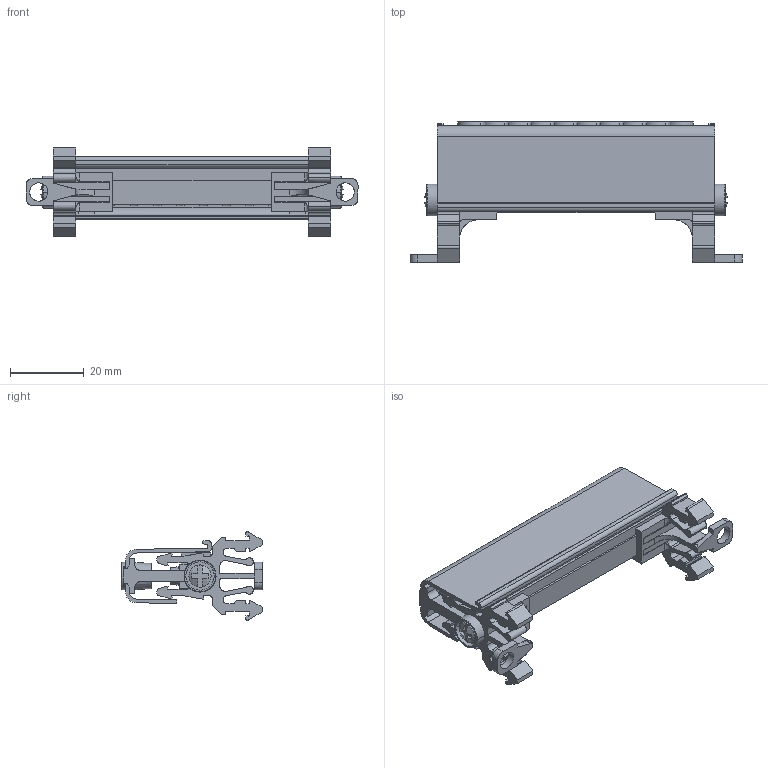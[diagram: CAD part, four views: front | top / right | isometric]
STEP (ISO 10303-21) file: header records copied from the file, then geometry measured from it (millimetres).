
FILE_DESCRIPTION (( 'STEP AP203' ), '1' );
FILE_NAME ('6,5x9 Tek Kutuplu Daðýtýcý Ünite - 10 Delikli.STEP', '2018-12-05T14:11:47', ( '' ), ( '' ), 'SwSTEP 2.0', 'SolidWorks 2011', '' );
FILE_SCHEMA (( 'CONFIG_CONTROL_DESIGN' ));
Length unit declared in the file: millimetre
Products named in the file (1): 6,5x9 Tek Kutuplu Daðýtýcý Ünite - 10 Delikli
Bounding box: 89.88 x 38 x 24 mm (x, y, z)
Volume: 15253.4 mm3; surface area: 17942.4 mm2
Topology: 1 solids, 3 shells, 920 faces, 2719 edges, 1826 vertices
Faces by surface type: plane 474, cylinder 240, bspline 144, cone 62
Entity records: 41303 total; most frequent: CARTESIAN_POINT 19455, ORIENTED_EDGE 5438, DIRECTION 3155, EDGE_CURVE 2719, VERTEX_POINT 1826, VECTOR 1297, LINE 1297, B_SPLINE_CURVE_WITH_KNOTS 1244
